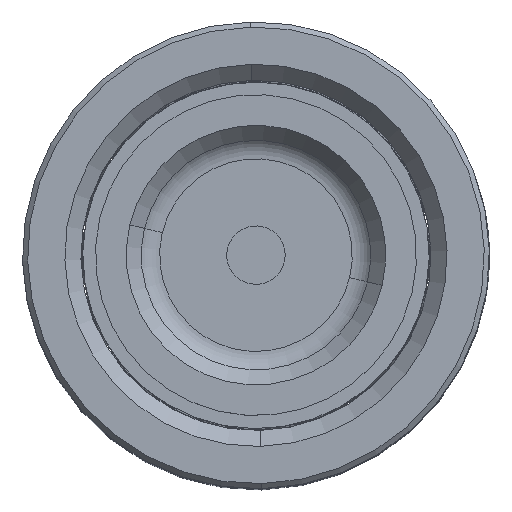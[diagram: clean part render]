
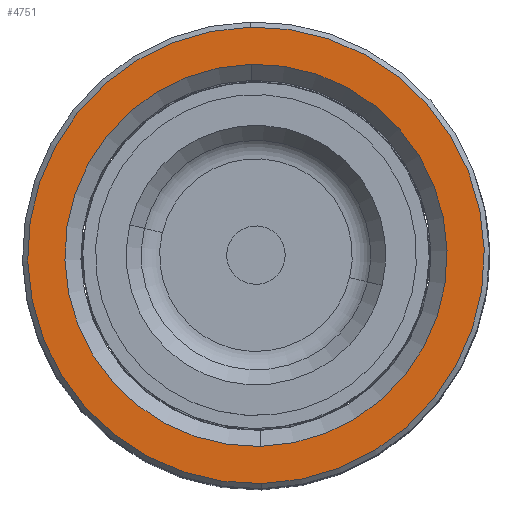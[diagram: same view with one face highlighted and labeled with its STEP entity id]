
A CAD part, top view. The second image highlights one B-rep face of the part: STEP entity #4751.
In plain terms, the highlighted planar face has unit normal (0, 0, 1).
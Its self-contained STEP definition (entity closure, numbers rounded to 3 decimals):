
#1366 = CIRCLE ( 'NONE', #8897, 26.2 ) ;
#1678 = EDGE_CURVE ( 'NONE', #17528, #18779, #42679, .T. ) ;
#2053 = DIRECTION ( 'NONE',  ( 0., 0., -1. ) ) ;
#4676 = CARTESIAN_POINT ( 'NONE',  ( -26.2, 0., 100. ) ) ;
#4751 = ADVANCED_FACE ( 'NONE', ( #11327, #12948 ), #41465, .T. ) ;
#6190 = VERTEX_POINT ( 'NONE', #4676 ) ;
#8897 = AXIS2_PLACEMENT_3D ( 'NONE', #12409, #2053, #23174 ) ;
#9453 = DIRECTION ( 'NONE',  ( 0., 0., 1. ) ) ;
#9741 = AXIS2_PLACEMENT_3D ( 'NONE', #22103, #22392, #29149 ) ;
#10554 = CARTESIAN_POINT ( 'NONE',  ( 0., 0., 100. ) ) ;
#11327 = FACE_OUTER_BOUND ( 'NONE', #32617, .T. ) ;
#12409 = CARTESIAN_POINT ( 'NONE',  ( 0., 0., 100. ) ) ;
#12948 = FACE_BOUND ( 'NONE', #18174, .T. ) ;
#13094 = CARTESIAN_POINT ( 'NONE',  ( 31.3, 0., 100. ) ) ;
#14341 = CIRCLE ( 'NONE', #20039, 31.3 ) ;
#14605 = DIRECTION ( 'NONE',  ( 0., 0., 1. ) ) ;
#15007 = ORIENTED_EDGE ( 'NONE', *, *, #39796, .T. ) ;
#16484 = ORIENTED_EDGE ( 'NONE', *, *, #20990, .T. ) ;
#17528 = VERTEX_POINT ( 'NONE', #13094 ) ;
#18174 = EDGE_LOOP ( 'NONE', ( #15007, #16484 ) ) ;
#18779 = VERTEX_POINT ( 'NONE', #23025 ) ;
#19472 = ORIENTED_EDGE ( 'NONE', *, *, #1678, .T. ) ;
#20039 = AXIS2_PLACEMENT_3D ( 'NONE', #34029, #9453, #40739 ) ;
#20520 = CARTESIAN_POINT ( 'NONE',  ( 0., 0., 100. ) ) ;
#20990 = EDGE_CURVE ( 'NONE', #6190, #37667, #33603, .T. ) ;
#21416 = DIRECTION ( 'NONE',  ( 1., 0., 0. ) ) ;
#22103 = CARTESIAN_POINT ( 'NONE',  ( 0., 0., 100. ) ) ;
#22392 = DIRECTION ( 'NONE',  ( 0., 0., 1. ) ) ;
#22707 = AXIS2_PLACEMENT_3D ( 'NONE', #10554, #41988, #24681 ) ;
#23025 = CARTESIAN_POINT ( 'NONE',  ( -31.3, 0., 100. ) ) ;
#23174 = DIRECTION ( 'NONE',  ( 1., 0., 0. ) ) ;
#24681 = DIRECTION ( 'NONE',  ( 1., 0., 0. ) ) ;
#25863 = AXIS2_PLACEMENT_3D ( 'NONE', #20520, #14605, #21416 ) ;
#26143 = ORIENTED_EDGE ( 'NONE', *, *, #40898, .T. ) ;
#29149 = DIRECTION ( 'NONE',  ( 1., 0., 0. ) ) ;
#31336 = CARTESIAN_POINT ( 'NONE',  ( 26.2, 0., 100. ) ) ;
#32617 = EDGE_LOOP ( 'NONE', ( #26143, #19472 ) ) ;
#33603 = CIRCLE ( 'NONE', #22707, 26.2 ) ;
#34029 = CARTESIAN_POINT ( 'NONE',  ( 0., 0., 100. ) ) ;
#37667 = VERTEX_POINT ( 'NONE', #31336 ) ;
#39796 = EDGE_CURVE ( 'NONE', #37667, #6190, #1366, .T. ) ;
#40739 = DIRECTION ( 'NONE',  ( 1., 0., 0. ) ) ;
#40898 = EDGE_CURVE ( 'NONE', #18779, #17528, #14341, .T. ) ;
#41465 = PLANE ( 'NONE',  #25863 ) ;
#41988 = DIRECTION ( 'NONE',  ( 0., 0., -1. ) ) ;
#42679 = CIRCLE ( 'NONE', #9741, 31.3 ) ;
